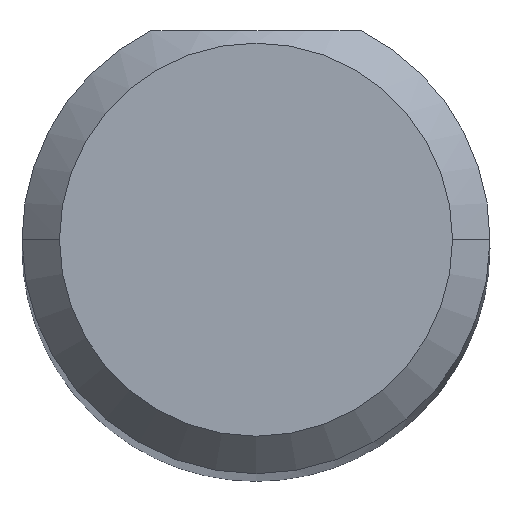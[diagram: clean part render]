
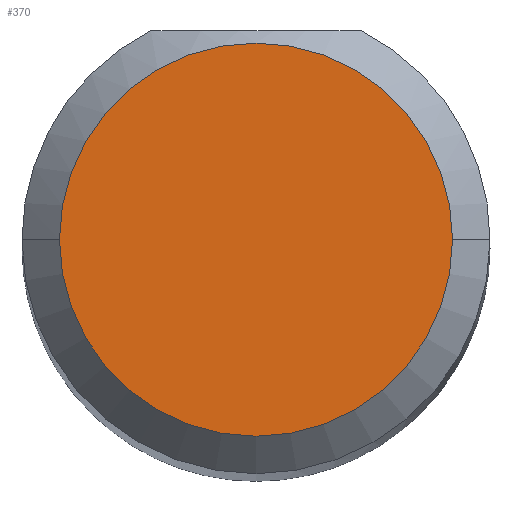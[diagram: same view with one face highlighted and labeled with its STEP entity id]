
A CAD part, top view. The second image highlights one B-rep face of the part: STEP entity #370.
In plain terms, the highlighted planar face has unit normal (0, 0, 1).
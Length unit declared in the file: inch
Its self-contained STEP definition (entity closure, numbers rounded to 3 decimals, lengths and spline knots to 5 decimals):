
#31 = PLANE ( 'NONE',  #511 ) ;
#51 = CIRCLE ( 'NONE', #64, 0.07875 ) ;
#64 = AXIS2_PLACEMENT_3D ( 'NONE', #761, #412, #662 ) ;
#128 = CARTESIAN_POINT ( 'NONE',  ( 0.07875, 0., 2. ) ) ;
#150 = ORIENTED_EDGE ( 'NONE', *, *, #268, .T. ) ;
#199 = CIRCLE ( 'NONE', #379, 0.07875 ) ;
#208 = CARTESIAN_POINT ( 'NONE',  ( -0.07875, 0., 2. ) ) ;
#221 = DIRECTION ( 'NONE',  ( 1., 0., 0. ) ) ;
#236 = VERTEX_POINT ( 'NONE', #208 ) ;
#268 = EDGE_CURVE ( 'NONE', #236, #269, #51, .T. ) ;
#269 = VERTEX_POINT ( 'NONE', #128 ) ;
#335 = DIRECTION ( 'NONE',  ( 0., 0., 1. ) ) ;
#336 = ORIENTED_EDGE ( 'NONE', *, *, #544, .T. ) ;
#361 = EDGE_LOOP ( 'NONE', ( #150, #336 ) ) ;
#370 = ADVANCED_FACE ( 'NONE', ( #448 ), #31, .T. ) ;
#379 = AXIS2_PLACEMENT_3D ( 'NONE', #726, #668, #556 ) ;
#412 = DIRECTION ( 'NONE',  ( 0., 0., 1. ) ) ;
#448 = FACE_OUTER_BOUND ( 'NONE', #361, .T. ) ;
#511 = AXIS2_PLACEMENT_3D ( 'NONE', #693, #335, #221 ) ;
#544 = EDGE_CURVE ( 'NONE', #269, #236, #199, .T. ) ;
#556 = DIRECTION ( 'NONE',  ( 1., 0., 0. ) ) ;
#662 = DIRECTION ( 'NONE',  ( 1., 0., 0. ) ) ;
#668 = DIRECTION ( 'NONE',  ( 0., 0., 1. ) ) ;
#693 = CARTESIAN_POINT ( 'NONE',  ( 0., 0., 2. ) ) ;
#726 = CARTESIAN_POINT ( 'NONE',  ( 0., 0., 2. ) ) ;
#761 = CARTESIAN_POINT ( 'NONE',  ( 0., 0., 2. ) ) ;
